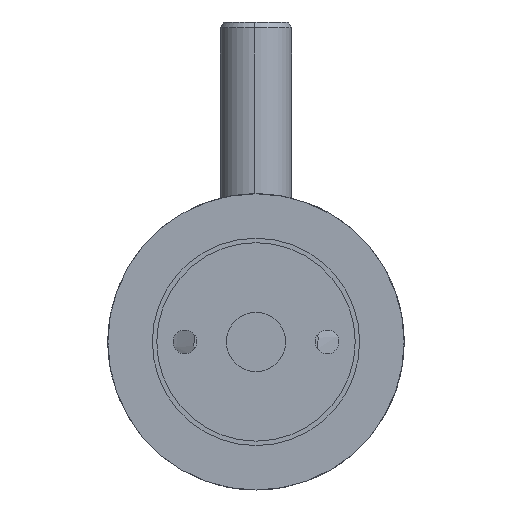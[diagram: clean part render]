
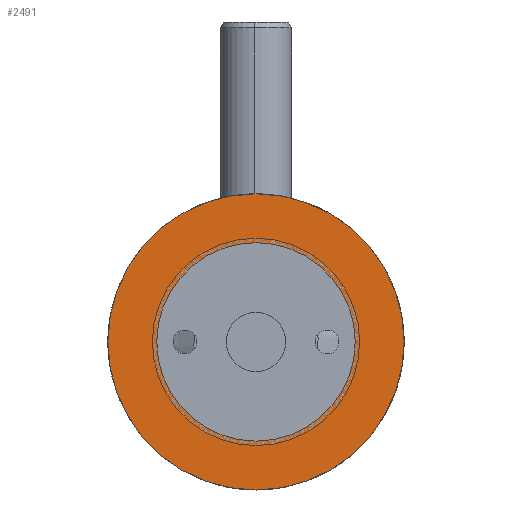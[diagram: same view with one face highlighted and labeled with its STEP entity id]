
A CAD part, front view. The second image highlights one B-rep face of the part: STEP entity #2491.
In plain terms, the highlighted planar face has unit normal (0, -1, 0).
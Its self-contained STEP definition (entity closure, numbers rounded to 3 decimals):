
#49 = EDGE_CURVE ( 'NONE', #2109, #7406, #2538, .T. ) ;
#369 = CARTESIAN_POINT ( 'NONE',  ( 1.878, -16.765, 16.625 ) ) ;
#405 = CIRCLE ( 'NONE', #6403, 8.375 ) ;
#446 = DIRECTION ( 'NONE',  ( 0., 1., 0. ) ) ;
#500 = DIRECTION ( 'NONE',  ( 0., 0., -1. ) ) ;
#1589 = CIRCLE ( 'NONE', #6483, 12.5 ) ;
#1791 = EDGE_CURVE ( 'NONE', #7406, #2109, #405, .T. ) ;
#1849 = DIRECTION ( 'NONE',  ( 0., 0., -1. ) ) ;
#1887 = EDGE_LOOP ( 'NONE', ( #5387, #2458 ) ) ;
#2086 = VERTEX_POINT ( 'NONE', #8546 ) ;
#2109 = VERTEX_POINT ( 'NONE', #369 ) ;
#2283 = AXIS2_PLACEMENT_3D ( 'NONE', #8324, #446, #3798 ) ;
#2363 = FACE_BOUND ( 'NONE', #2900, .T. ) ;
#2400 = PLANE ( 'NONE',  #2283 ) ;
#2458 = ORIENTED_EDGE ( 'NONE', *, *, #5209, .F. ) ;
#2490 = ORIENTED_EDGE ( 'NONE', *, *, #1791, .F. ) ;
#2491 = ADVANCED_FACE ( 'NONE', ( #2363, #8408 ), #2400, .F. ) ;
#2538 = CIRCLE ( 'NONE', #4636, 8.375 ) ;
#2900 = EDGE_LOOP ( 'NONE', ( #3895, #2490 ) ) ;
#3798 = DIRECTION ( 'NONE',  ( 0., 0., 1. ) ) ;
#3820 = CARTESIAN_POINT ( 'NONE',  ( 1.878, -16.765, 25. ) ) ;
#3855 = CARTESIAN_POINT ( 'NONE',  ( 1.878, -16.765, 25. ) ) ;
#3895 = ORIENTED_EDGE ( 'NONE', *, *, #49, .F. ) ;
#4636 = AXIS2_PLACEMENT_3D ( 'NONE', #3855, #7137, #500 ) ;
#4807 = CARTESIAN_POINT ( 'NONE',  ( 1.878, -16.765, 25. ) ) ;
#5209 = EDGE_CURVE ( 'NONE', #7142, #2086, #6057, .T. ) ;
#5355 = AXIS2_PLACEMENT_3D ( 'NONE', #4807, #7486, #8144 ) ;
#5373 = EDGE_CURVE ( 'NONE', #2086, #7142, #1589, .T. ) ;
#5387 = ORIENTED_EDGE ( 'NONE', *, *, #5373, .F. ) ;
#6057 = CIRCLE ( 'NONE', #5355, 12.5 ) ;
#6334 = CARTESIAN_POINT ( 'NONE',  ( 1.878, -16.765, 25. ) ) ;
#6403 = AXIS2_PLACEMENT_3D ( 'NONE', #3820, #7070, #1849 ) ;
#6483 = AXIS2_PLACEMENT_3D ( 'NONE', #6334, #7657, #7703 ) ;
#6604 = CARTESIAN_POINT ( 'NONE',  ( 1.878, -16.765, 33.375 ) ) ;
#7070 = DIRECTION ( 'NONE',  ( 0., -1., 0. ) ) ;
#7137 = DIRECTION ( 'NONE',  ( 0., -1., 0. ) ) ;
#7142 = VERTEX_POINT ( 'NONE', #7272 ) ;
#7272 = CARTESIAN_POINT ( 'NONE',  ( 1.878, -16.765, 37.5 ) ) ;
#7406 = VERTEX_POINT ( 'NONE', #6604 ) ;
#7486 = DIRECTION ( 'NONE',  ( 0., 1., 0. ) ) ;
#7657 = DIRECTION ( 'NONE',  ( 0., 1., 0. ) ) ;
#7703 = DIRECTION ( 'NONE',  ( 0., 0., 1. ) ) ;
#8144 = DIRECTION ( 'NONE',  ( 0., 0., 1. ) ) ;
#8324 = CARTESIAN_POINT ( 'NONE',  ( 1.878, -16.765, 25. ) ) ;
#8408 = FACE_OUTER_BOUND ( 'NONE', #1887, .T. ) ;
#8546 = CARTESIAN_POINT ( 'NONE',  ( 1.878, -16.765, 12.5 ) ) ;
